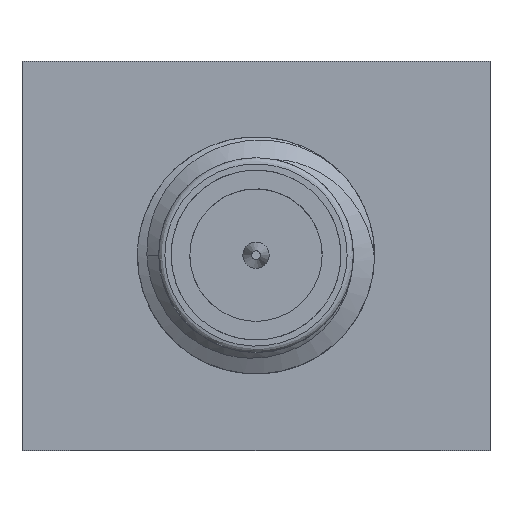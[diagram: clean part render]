
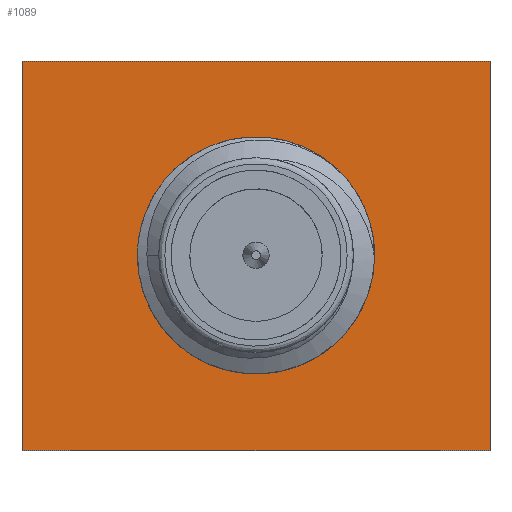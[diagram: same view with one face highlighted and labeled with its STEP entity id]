
A CAD part, top view. The second image highlights one B-rep face of the part: STEP entity #1089.
In plain terms, the highlighted planar face has unit normal (0, 0, 1).
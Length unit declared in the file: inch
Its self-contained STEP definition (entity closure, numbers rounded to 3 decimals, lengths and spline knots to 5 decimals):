
#44 = DIRECTION ( 'NONE',  ( 0., 0., -1. ) ) ;
#126 = VERTEX_POINT ( 'NONE', #2338 ) ;
#167 = DIRECTION ( 'NONE',  ( 0., -1., 0. ) ) ;
#168 = ORIENTED_EDGE ( 'NONE', *, *, #987, .T. ) ;
#210 = DIRECTION ( 'NONE',  ( 1., 0., 0. ) ) ;
#368 = ORIENTED_EDGE ( 'NONE', *, *, #1009, .T. ) ;
#423 = FACE_OUTER_BOUND ( 'NONE', #2417, .T. ) ;
#439 = ORIENTED_EDGE ( 'NONE', *, *, #753, .T. ) ;
#456 = CIRCLE ( 'NONE', #2870, 0.083 ) ;
#534 = EDGE_CURVE ( 'NONE', #2521, #2521, #456, .T. ) ;
#541 = LINE ( 'NONE', #2048, #940 ) ;
#609 = CARTESIAN_POINT ( 'NONE',  ( -0.1875, -0.156, 0. ) ) ;
#612 = CARTESIAN_POINT ( 'NONE',  ( -0.1875, 0.156, 0. ) ) ;
#633 = PLANE ( 'NONE',  #1618 ) ;
#753 = EDGE_CURVE ( 'NONE', #2508, #126, #1775, .T. ) ;
#922 = VERTEX_POINT ( 'NONE', #612 ) ;
#940 = VECTOR ( 'NONE', #1095, 39.37008 ) ;
#967 = LINE ( 'NONE', #1675, #1658 ) ;
#987 = EDGE_CURVE ( 'NONE', #126, #1834, #541, .T. ) ;
#1009 = EDGE_CURVE ( 'NONE', #1834, #922, #2066, .T. ) ;
#1089 = ADVANCED_FACE ( 'NONE', ( #1648, #423 ), #633, .F. ) ;
#1095 = DIRECTION ( 'NONE',  ( 0., 1., 0. ) ) ;
#1334 = EDGE_LOOP ( 'NONE', ( #1392 ) ) ;
#1392 = ORIENTED_EDGE ( 'NONE', *, *, #534, .T. ) ;
#1613 = DIRECTION ( 'NONE',  ( -1., 0., 0. ) ) ;
#1618 = AXIS2_PLACEMENT_3D ( 'NONE', #2179, #2922, #1630 ) ;
#1630 = DIRECTION ( 'NONE',  ( -1., 0., 0. ) ) ;
#1648 = FACE_BOUND ( 'NONE', #1334, .T. ) ;
#1658 = VECTOR ( 'NONE', #167, 39.37008 ) ;
#1675 = CARTESIAN_POINT ( 'NONE',  ( -0.1875, -0.156, 0. ) ) ;
#1775 = LINE ( 'NONE', #3023, #1826 ) ;
#1826 = VECTOR ( 'NONE', #210, 39.37008 ) ;
#1832 = DIRECTION ( 'NONE',  ( -1., 0., 0. ) ) ;
#1834 = VERTEX_POINT ( 'NONE', #3014 ) ;
#2048 = CARTESIAN_POINT ( 'NONE',  ( 0.1875, -0.156, 0. ) ) ;
#2066 = LINE ( 'NONE', #2550, #2286 ) ;
#2071 = CARTESIAN_POINT ( 'NONE',  ( -0.083, 0., 0. ) ) ;
#2179 = CARTESIAN_POINT ( 'NONE',  ( 0., 0., 0. ) ) ;
#2286 = VECTOR ( 'NONE', #1613, 39.37008 ) ;
#2295 = EDGE_CURVE ( 'NONE', #922, #2508, #967, .T. ) ;
#2338 = CARTESIAN_POINT ( 'NONE',  ( 0.1875, -0.156, 0. ) ) ;
#2417 = EDGE_LOOP ( 'NONE', ( #168, #368, #3052, #439 ) ) ;
#2508 = VERTEX_POINT ( 'NONE', #609 ) ;
#2521 = VERTEX_POINT ( 'NONE', #2071 ) ;
#2550 = CARTESIAN_POINT ( 'NONE',  ( -0.1875, 0.156, 0. ) ) ;
#2870 = AXIS2_PLACEMENT_3D ( 'NONE', #3083, #44, #1832 ) ;
#2922 = DIRECTION ( 'NONE',  ( 0., 0., -1. ) ) ;
#3014 = CARTESIAN_POINT ( 'NONE',  ( 0.1875, 0.156, 0. ) ) ;
#3023 = CARTESIAN_POINT ( 'NONE',  ( -0.1875, -0.156, 0. ) ) ;
#3052 = ORIENTED_EDGE ( 'NONE', *, *, #2295, .T. ) ;
#3083 = CARTESIAN_POINT ( 'NONE',  ( 0., 0., 0. ) ) ;
